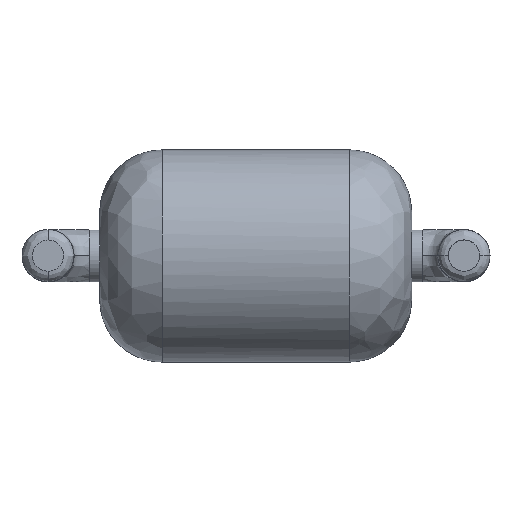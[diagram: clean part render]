
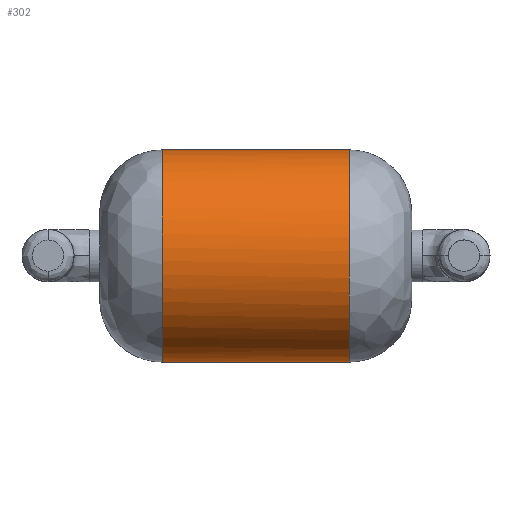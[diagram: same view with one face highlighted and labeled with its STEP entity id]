
A CAD part, front view. The second image highlights one B-rep face of the part: STEP entity #302.
In plain terms, the highlighted free-form (B-spline) face has degree [2, 1] with [9, 2] control points.
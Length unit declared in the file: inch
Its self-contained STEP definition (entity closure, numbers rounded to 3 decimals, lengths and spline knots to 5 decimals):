
#17=B_SPLINE_CURVE_WITH_KNOTS('',1,(#940,#941),.UNSPECIFIED.,.F.,.F.,(2,
2),(-0.09,0.),.UNSPECIFIED.);
#18=B_SPLINE_CURVE_WITH_KNOTS('',1,(#947,#948),.UNSPECIFIED.,.F.,.F.,(2,
2),(0.,0.09),.UNSPECIFIED.);
#302=ADVANCED_FACE('',(#326),#756,.T.);
#326=FACE_OUTER_BOUND('',#350,.T.);
#350=EDGE_LOOP('',(#383,#384,#385,#386));
#383=ORIENTED_EDGE('',*,*,#483,.T.);
#384=ORIENTED_EDGE('',*,*,#484,.T.);
#385=ORIENTED_EDGE('',*,*,#485,.T.);
#386=ORIENTED_EDGE('',*,*,#486,.T.);
#483=EDGE_CURVE('',#665,#666,#17,.T.);
#484=EDGE_CURVE('',#666,#667,#581,.T.);
#485=EDGE_CURVE('',#667,#668,#18,.T.);
#486=EDGE_CURVE('',#668,#665,#582,.T.);
#581=(
BOUNDED_CURVE()
B_SPLINE_CURVE(2,(#942,#943,#944,#945,#946),.UNSPECIFIED.,.F.,.F.)
B_SPLINE_CURVE_WITH_KNOTS((3,2,3),(0.,0.08011,0.16022),
 .UNSPECIFIED.)
CURVE()
GEOMETRIC_REPRESENTATION_ITEM()
RATIONAL_B_SPLINE_CURVE((1.,0.707,1.,0.707,1.))
REPRESENTATION_ITEM('')
);
#582=(
BOUNDED_CURVE()
B_SPLINE_CURVE(2,(#949,#950,#951,#952,#953),.UNSPECIFIED.,.F.,.F.)
B_SPLINE_CURVE_WITH_KNOTS((3,2,3),(0.,0.08011,0.16022),
 .UNSPECIFIED.)
CURVE()
GEOMETRIC_REPRESENTATION_ITEM()
RATIONAL_B_SPLINE_CURVE((1.,0.707,1.,0.707,1.))
REPRESENTATION_ITEM('')
);
#665=VERTEX_POINT('',#936);
#666=VERTEX_POINT('',#937);
#667=VERTEX_POINT('',#938);
#668=VERTEX_POINT('',#939);
#756=(
BOUNDED_SURFACE()
B_SPLINE_SURFACE(2,1,((#918,#919),(#920,#921),(#922,#923),(#924,#925),(#926,
#927),(#928,#929),(#930,#931),(#932,#933),(#934,#935)),.UNSPECIFIED.,.T.,
 .F.,.F.)
B_SPLINE_SURFACE_WITH_KNOTS((3,2,2,2,3),(2,2),(0.,1.5708,3.14159,
4.71239,6.28319),(0.,0.10872),.UNSPECIFIED.)
GEOMETRIC_REPRESENTATION_ITEM()
RATIONAL_B_SPLINE_SURFACE(((1.,1.),(0.707,0.707),
(1.,1.),(0.707,0.707),(1.,1.),(0.707,
0.707),(1.,1.),(0.707,0.707),(1.,1.)))
REPRESENTATION_ITEM('')
SURFACE()
);
#918=CARTESIAN_POINT('',(0.15467,0.10545,0.0254));
#919=CARTESIAN_POINT('',(0.04595,0.10545,0.0254));
#920=CARTESIAN_POINT('',(0.15467,0.10545,-0.0256));
#921=CARTESIAN_POINT('',(0.04595,0.10545,-0.0256));
#922=CARTESIAN_POINT('',(0.15467,0.05445,-0.0256));
#923=CARTESIAN_POINT('',(0.04595,0.05445,-0.0256));
#924=CARTESIAN_POINT('',(0.15467,0.00345,-0.0256));
#925=CARTESIAN_POINT('',(0.04595,0.00345,-0.0256));
#926=CARTESIAN_POINT('',(0.15467,0.00345,0.0254));
#927=CARTESIAN_POINT('',(0.04595,0.00345,0.0254));
#928=CARTESIAN_POINT('',(0.15467,0.00345,0.0764));
#929=CARTESIAN_POINT('',(0.04595,0.00345,0.0764));
#930=CARTESIAN_POINT('',(0.15467,0.05445,0.0764));
#931=CARTESIAN_POINT('',(0.04595,0.05445,0.0764));
#932=CARTESIAN_POINT('',(0.15467,0.10545,0.0764));
#933=CARTESIAN_POINT('',(0.04595,0.10545,0.0764));
#934=CARTESIAN_POINT('',(0.15467,0.10545,0.0254));
#935=CARTESIAN_POINT('',(0.04595,0.10545,0.0254));
#936=CARTESIAN_POINT('',(0.05531,0.05445,-0.0256));
#937=CARTESIAN_POINT('',(0.14531,0.05445,-0.0256));
#938=CARTESIAN_POINT('',(0.14531,0.05445,0.0764));
#939=CARTESIAN_POINT('',(0.05531,0.05445,0.0764));
#940=CARTESIAN_POINT('',(0.05531,0.05445,-0.0256));
#941=CARTESIAN_POINT('',(0.14531,0.05445,-0.0256));
#942=CARTESIAN_POINT('',(0.14531,0.05445,-0.0256));
#943=CARTESIAN_POINT('',(0.14531,0.00345,-0.0256));
#944=CARTESIAN_POINT('',(0.14531,0.00345,0.0254));
#945=CARTESIAN_POINT('',(0.14531,0.00345,0.0764));
#946=CARTESIAN_POINT('',(0.14531,0.05445,0.0764));
#947=CARTESIAN_POINT('',(0.14531,0.05445,0.0764));
#948=CARTESIAN_POINT('',(0.05531,0.05445,0.0764));
#949=CARTESIAN_POINT('',(0.05531,0.05445,0.0764));
#950=CARTESIAN_POINT('',(0.05531,0.00345,0.0764));
#951=CARTESIAN_POINT('',(0.05531,0.00345,0.0254));
#952=CARTESIAN_POINT('',(0.05531,0.00345,-0.0256));
#953=CARTESIAN_POINT('',(0.05531,0.05445,-0.0256));
